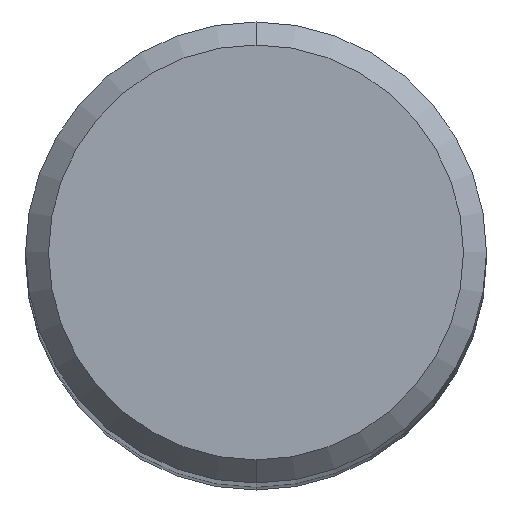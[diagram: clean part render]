
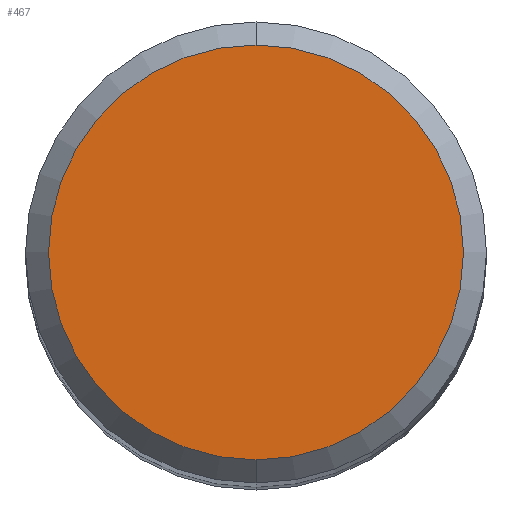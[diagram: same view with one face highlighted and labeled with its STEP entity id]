
A CAD part, top view. The second image highlights one B-rep face of the part: STEP entity #467.
In plain terms, the highlighted planar face has unit normal (0, 0, 1).
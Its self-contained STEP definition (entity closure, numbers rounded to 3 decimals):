
#185=VERTEX_POINT('',#505);
#217=VERTEX_POINT('',#543);
#327=EDGE_CURVE('',#185,#217,#662,.T.);
#377=EDGE_CURVE('',#217,#185,#717,.T.);
#467=ADVANCED_FACE('',(#816),#817,.T.);
#505=CARTESIAN_POINT('',(0.0,9.0,0.0));
#543=CARTESIAN_POINT('',(0.,-9.0,0.0));
#662=CIRCLE('',#1209,9.0);
#717=CIRCLE('',#1306,9.0);
#816=FACE_OUTER_BOUND('',#1469,.T.);
#817=PLANE('',#1470);
#1209=AXIS2_PLACEMENT_3D('',#1724,#1725,#1726);
#1306=AXIS2_PLACEMENT_3D('',#1784,#1785,#1786);
#1469=EDGE_LOOP('',(#1907,#1908));
#1470=AXIS2_PLACEMENT_3D('',#1909,#1910,#1911);
#1724=CARTESIAN_POINT('',(0.0,0.0,0.0));
#1725=DIRECTION('',(0.0,0.0,-1.0));
#1726=DIRECTION('',(0.0,1.0,0.0));
#1784=CARTESIAN_POINT('',(0.0,0.0,0.0));
#1785=DIRECTION('',(0.0,0.0,-1.0));
#1786=DIRECTION('',(0.0,1.0,0.0));
#1907=ORIENTED_EDGE('',*,*,#327,.F.);
#1908=ORIENTED_EDGE('',*,*,#377,.F.);
#1909=CARTESIAN_POINT('',(0.0,4.5,0.0));
#1910=DIRECTION('',(-0.0,0.0,1.0));
#1911=DIRECTION('',(0.0,-1.0,0.0));
